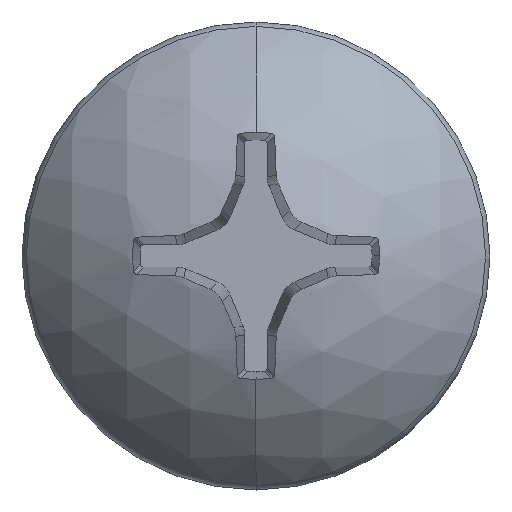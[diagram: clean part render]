
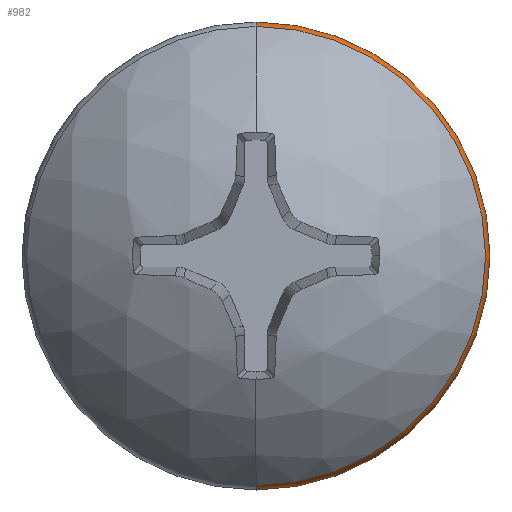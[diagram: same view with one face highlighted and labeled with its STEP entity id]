
A CAD part, top view. The second image highlights one B-rep face of the part: STEP entity #982.
In plain terms, the highlighted toroidal (fillet/blend) face has major radius 1.623 mm and minor radius 0.18 mm.
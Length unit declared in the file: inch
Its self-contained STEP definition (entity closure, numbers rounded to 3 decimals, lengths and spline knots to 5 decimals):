
#7 = VERTEX_POINT ( 'NONE', #4953 ) ;
#79 = AXIS2_PLACEMENT_3D ( 'NONE', #1252, #4692, #5180 ) ;
#410 = EDGE_CURVE ( 'NONE', #1701, #1467, #2827, .T. ) ;
#553 = CARTESIAN_POINT ( 'NONE',  ( 0., 0., 0.11175 ) ) ;
#872 = DIRECTION ( 'NONE',  ( 0., 1., 0. ) ) ;
#982 = ADVANCED_FACE ( 'NONE', ( #2635 ), #1529, .T. ) ;
#1186 = CARTESIAN_POINT ( 'NONE',  ( 0., 0., 0.11175 ) ) ;
#1225 = AXIS2_PLACEMENT_3D ( 'NONE', #1186, #2590, #1568 ) ;
#1252 = CARTESIAN_POINT ( 'NONE',  ( 0., -0.0639, 0.11175 ) ) ;
#1392 = AXIS2_PLACEMENT_3D ( 'NONE', #3019, #2617, #872 ) ;
#1467 = VERTEX_POINT ( 'NONE', #4410 ) ;
#1529 = TOROIDAL_SURFACE ( 'NONE', #1225, 0.0639, 0.0071 ) ;
#1568 = DIRECTION ( 'NONE',  ( 0., -1., 0. ) ) ;
#1701 = VERTEX_POINT ( 'NONE', #5138 ) ;
#2123 = ORIENTED_EDGE ( 'NONE', *, *, #5374, .T. ) ;
#2144 = EDGE_CURVE ( 'NONE', #3092, #7, #2726, .T. ) ;
#2590 = DIRECTION ( 'NONE',  ( 0., 0., 1. ) ) ;
#2617 = DIRECTION ( 'NONE',  ( 1., 0., 0. ) ) ;
#2635 = FACE_OUTER_BOUND ( 'NONE', #3937, .T. ) ;
#2644 = CARTESIAN_POINT ( 'NONE',  ( 0., 0., 0.11591 ) ) ;
#2726 = CIRCLE ( 'NONE', #79, 0.0071 ) ;
#2827 = CIRCLE ( 'NONE', #1392, 0.0071 ) ;
#3019 = CARTESIAN_POINT ( 'NONE',  ( 0., 0.0639, 0.11175 ) ) ;
#3092 = VERTEX_POINT ( 'NONE', #3839 ) ;
#3560 = ORIENTED_EDGE ( 'NONE', *, *, #410, .T. ) ;
#3585 = DIRECTION ( 'NONE',  ( 0., -1., 0. ) ) ;
#3839 = CARTESIAN_POINT ( 'NONE',  ( 0., -0.071, 0.11175 ) ) ;
#3937 = EDGE_LOOP ( 'NONE', ( #2123, #3560, #4197, #5396 ) ) ;
#3949 = DIRECTION ( 'NONE',  ( 0., 0., 1. ) ) ;
#4018 = CIRCLE ( 'NONE', #4846, 0.06965 ) ;
#4197 = ORIENTED_EDGE ( 'NONE', *, *, #4462, .F. ) ;
#4410 = CARTESIAN_POINT ( 'NONE',  ( 0., 0.06965, 0.11591 ) ) ;
#4462 = EDGE_CURVE ( 'NONE', #7, #1467, #4018, .T. ) ;
#4692 = DIRECTION ( 'NONE',  ( -1., 0., 0. ) ) ;
#4699 = AXIS2_PLACEMENT_3D ( 'NONE', #553, #5012, #3585 ) ;
#4846 = AXIS2_PLACEMENT_3D ( 'NONE', #2644, #3949, #5621 ) ;
#4953 = CARTESIAN_POINT ( 'NONE',  ( 0., -0.06965, 0.11591 ) ) ;
#5012 = DIRECTION ( 'NONE',  ( 0., 0., 1. ) ) ;
#5138 = CARTESIAN_POINT ( 'NONE',  ( 0., 0.071, 0.11175 ) ) ;
#5180 = DIRECTION ( 'NONE',  ( 0., 0., 1. ) ) ;
#5322 = CIRCLE ( 'NONE', #4699, 0.071 ) ;
#5374 = EDGE_CURVE ( 'NONE', #3092, #1701, #5322, .T. ) ;
#5396 = ORIENTED_EDGE ( 'NONE', *, *, #2144, .F. ) ;
#5621 = DIRECTION ( 'NONE',  ( 0., -1., 0. ) ) ;
